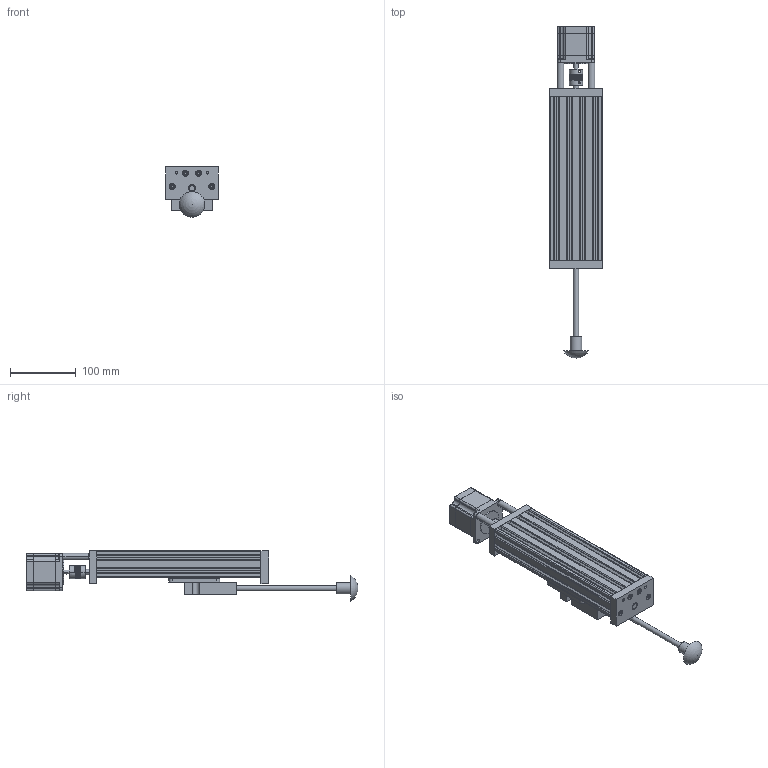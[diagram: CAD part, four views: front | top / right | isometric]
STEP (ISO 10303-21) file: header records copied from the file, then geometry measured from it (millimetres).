
FILE_DESCRIPTION(/* description */ ('STEP AP242','CAx-IF Rec.Pracs.---Representation and Presentation of Product Manufacturing Information (PMI)---4.0---2014-10-13','CAx-IF Rec.Pracs.---3D Tessellated Geometry---0.4---2014-09-14','2;1'),/* implementation_level */ '2;1');
FILE_NAME(/* name */ '61e073722087de5671f1e50e',/* time_stamp */ '2022-01-13T18:46:14+00:00',/* author */ (''),/* organization */ (''),/* preprocessor_version */ 'ST-DEVELOPER v18.101',/* originating_system */ ' ',/* authorisation */ ' ');
FILE_SCHEMA (('AP242_MANAGED_MODEL_BASED_3D_ENGINEERING_MIM_LF { 1 0 10303 442 1 1 4 }'));
Length unit declared in the file: metre
Products named in the file (68): Assembly 1; Document; probe; load-cell; rod
Assembly tree (66 placements, depth 2):
  Assembly 1
    Document
    Document
    Document
    Document
    Document
    Document
    Document
    Document
    Document
    Document
    Document
    probe
    Document
    Document
    Document
    Document
    Document
    load-cell
    Document
    rod
    Document
    Document
    Document
    Document
    Document
    Document
    Document
    Document
    Document
    Document
    Document
    Document
    Document
    Document
    Document
    Document
    Document
    Document
    Document
    Document
    Document
    Document
    Document
    Document
    Document
    Document
    Document
    Document
    Document
    Document
    Document
    Document
    Document
    Document
    Document
    Document
    Document
    Document
    Document
Bounding box: 80 x 505.95 x 76.75 mm (x, y, z)
Volume: 626306.6 mm3; surface area: 339770.8 mm2
Topology: 67 solids, 67 shells, 1606 faces, 3901 edges, 2544 vertices
Faces by surface type: plane 771, cylinder 562, cone 224, torus 44, bspline 4, sphere 1
Full cylindrical faces by diameter (mm): 8 x1, 10.2 x1, 12 x2, 17.091 x1, 20 x1
Entity records: 50699 total; most frequent: CARTESIAN_POINT 10256, DIRECTION 8338, ORIENTED_EDGE 7764, EDGE_CURVE 3882, AXIS2_PLACEMENT_3D 3135, VERTEX_POINT 2540, LINE 2068, VECTOR 2068
